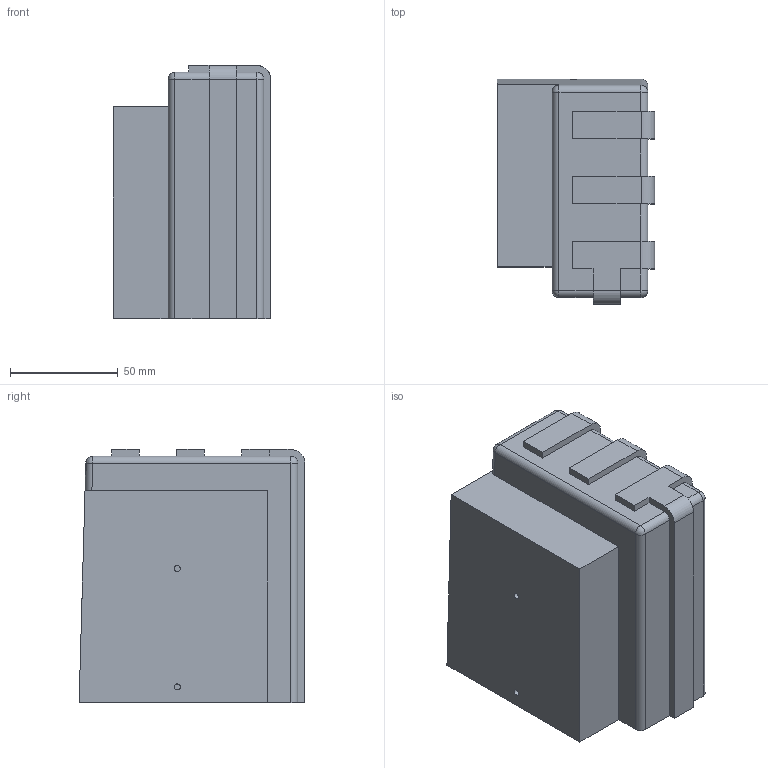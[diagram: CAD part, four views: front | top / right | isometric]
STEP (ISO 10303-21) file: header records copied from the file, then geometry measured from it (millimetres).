
FILE_DESCRIPTION(/* description */ (''),/* implementation_level */ '2;1');
FILE_NAME(/* name */ 'Gun_mount_box.step',/* time_stamp */ '2020-09-19T11:58:55+02:00',/* author */ (''),/* organization */ (''),/* preprocessor_version */ 'ST-DEVELOPER v18.1',/* originating_system */ 'Autodesk Translation Framework v9.3.0.1241',/* authorisation */ '');
FILE_SCHEMA (('AUTOMOTIVE_DESIGN { 1 0 10303 214 3 1 1 }'));
Length unit declared in the file: millimetre
Products named in the file (1): Gun_mount_box
Bounding box: 73 x 104.86 x 117.5 mm (x, y, z)
Volume: 312834.6 mm3; surface area: 83193.1 mm2
Topology: 1 solids, 1 shells, 69 faces, 185 edges, 119 vertices
Faces by surface type: plane 42, cylinder 22, sphere 4, bspline 1
Full cylindrical faces by diameter (mm): 2.8 x2, 3 x4
Entity records: 2376 total; most frequent: CARTESIAN_POINT 549, ORIENTED_EDGE 370, DIRECTION 366, EDGE_CURVE 185, LINE 138, VECTOR 138, VERTEX_POINT 119, AXIS2_PLACEMENT_3D 114
